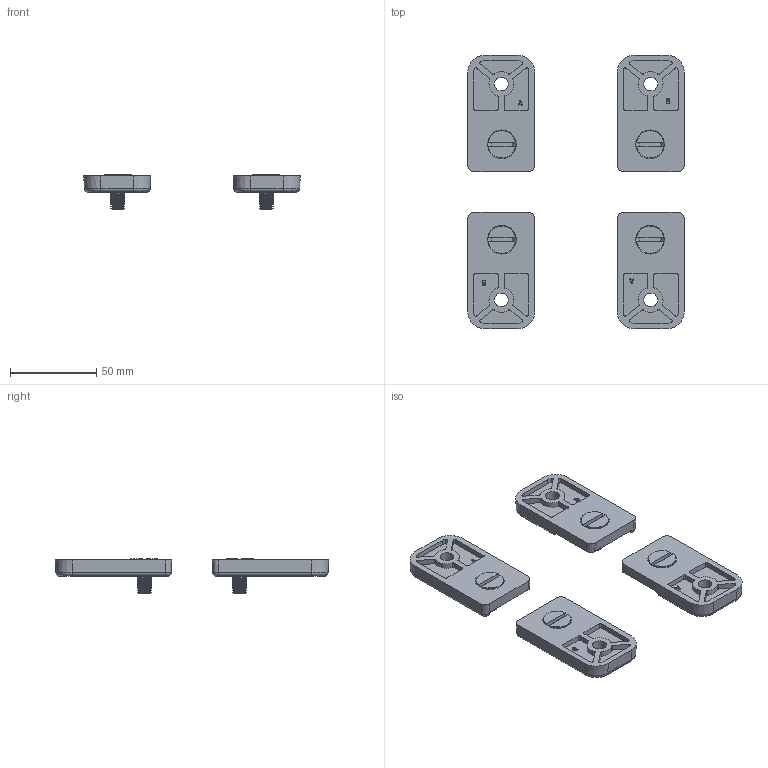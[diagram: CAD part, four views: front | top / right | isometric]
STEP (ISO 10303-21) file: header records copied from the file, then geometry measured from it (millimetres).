
FILE_DESCRIPTION (( 'STEP AP214' ), '1' );
FILE_NAME ('CEMTGFTKIT.STEP', '2018-10-24T22:17:53', ( '' ), ( '' ), 'SwSTEP 2.0', 'SolidWorks 2017', '' );
FILE_SCHEMA (( 'AUTOMOTIVE_DESIGN' ));
Length unit declared in the file: inch
Products named in the file (1): CEMTGFTKIT
Bounding box: 125.38 x 158.42 x 20 mm (x, y, z)
Volume: 74678.2 mm3; surface area: 34500.1 mm2
Topology: 8 solids, 8 shells, 508 faces, 1232 edges, 762 vertices
Faces by surface type: cylinder 176, plane 164, cone 124, bspline 40, torus 4
Full cylindrical faces by diameter (mm): 7.95 x4, 8 x52, 8.738 x4
Entity records: 14393 total; most frequent: CARTESIAN_POINT 3087, DIRECTION 2340, ORIENTED_EDGE 2112, EDGE_CURVE 1056, AXIS2_PLACEMENT_3D 915, VERTEX_POINT 754, EDGE_LOOP 714, FACE_OUTER_BOUND 568
